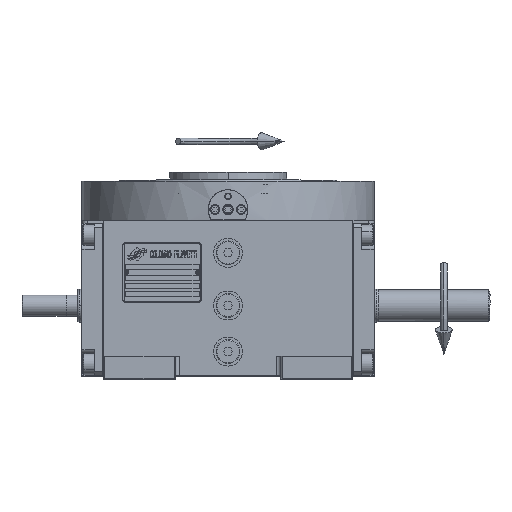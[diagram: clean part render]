
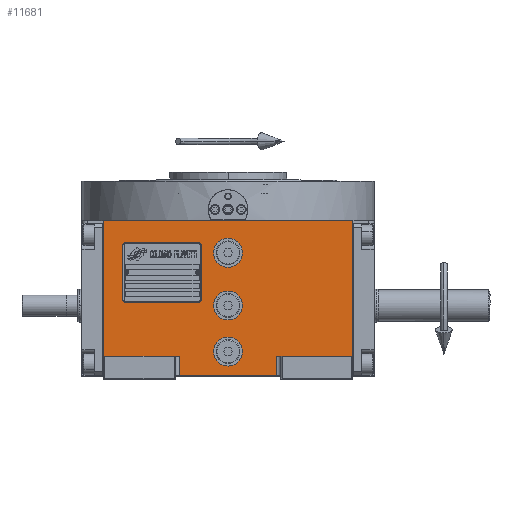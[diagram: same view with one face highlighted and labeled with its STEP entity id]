
A CAD part, top view. The second image highlights one B-rep face of the part: STEP entity #11681.
In plain terms, the highlighted planar face has unit normal (0, 0, 1).
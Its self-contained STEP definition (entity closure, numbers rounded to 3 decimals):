
#1019 = ORIENTED_EDGE ( 'NONE', *, *, #52868, .F. ) ;
#1436 = EDGE_CURVE ( 'NONE', #25807, #46845, #55887, .T. ) ;
#2632 = EDGE_CURVE ( 'NONE', #46845, #25807, #64869, .T. ) ;
#3009 = CARTESIAN_POINT ( 'NONE',  ( 37., -38.5, 163.5 ) ) ;
#4637 = EDGE_LOOP ( 'NONE', ( #59886, #32949 ) ) ;
#4972 = DIRECTION ( 'NONE',  ( 1., 0., 0. ) ) ;
#5620 = VERTEX_POINT ( 'NONE', #26345 ) ;
#5726 = ORIENTED_EDGE ( 'NONE', *, *, #60236, .F. ) ;
#6167 = DIRECTION ( 'NONE',  ( 0., 0., 1. ) ) ;
#6385 = AXIS2_PLACEMENT_3D ( 'NONE', #6966, #6167, #37537 ) ;
#6645 = CARTESIAN_POINT ( 'NONE',  ( 37., -38.5, 163.5 ) ) ;
#6646 = CARTESIAN_POINT ( 'NONE',  ( -37., -38.5, 163.5 ) ) ;
#6899 = VERTEX_POINT ( 'NONE', #54114 ) ;
#6966 = CARTESIAN_POINT ( 'NONE',  ( 0., 0., 163.5 ) ) ;
#7375 = VECTOR ( 'NONE', #38905, 1000. ) ;
#7544 = DIRECTION ( 'NONE',  ( 0., -1., 0. ) ) ;
#8885 = VERTEX_POINT ( 'NONE', #34729 ) ;
#9079 = CIRCLE ( 'NONE', #19017, 11. ) ;
#9252 = CARTESIAN_POINT ( 'NONE',  ( 0., 0., 163.5 ) ) ;
#9648 = CARTESIAN_POINT ( 'NONE',  ( 37., -53.5, 163.5 ) ) ;
#11140 = DIRECTION ( 'NONE',  ( 1., 0., 0. ) ) ;
#11161 = DIRECTION ( 'NONE',  ( -1., 0., 0. ) ) ;
#11366 = DIRECTION ( 'NONE',  ( 0., 0., 1. ) ) ;
#11681 = ADVANCED_FACE ( 'NONE', ( #36638, #21810, #67692, #25614 ), #52455, .T. ) ;
#12205 = VERTEX_POINT ( 'NONE', #18502 ) ;
#12253 = VECTOR ( 'NONE', #7544, 1000. ) ;
#13561 = EDGE_LOOP ( 'NONE', ( #19546, #46599 ) ) ;
#13780 = ORIENTED_EDGE ( 'NONE', *, *, #48237, .F. ) ;
#14165 = VECTOR ( 'NONE', #67118, 1000. ) ;
#14248 = EDGE_CURVE ( 'NONE', #65832, #59104, #50568, .T. ) ;
#14322 = DIRECTION ( 'NONE',  ( 1., 0., 0. ) ) ;
#14897 = VECTOR ( 'NONE', #50638, 1000. ) ;
#15973 = DIRECTION ( 'NONE',  ( 0., 0., 1. ) ) ;
#16291 = CIRCLE ( 'NONE', #65776, 11. ) ;
#16339 = ORIENTED_EDGE ( 'NONE', *, *, #23552, .T. ) ;
#16441 = CIRCLE ( 'NONE', #54898, 11. ) ;
#18070 = VECTOR ( 'NONE', #25302, 1000. ) ;
#18502 = CARTESIAN_POINT ( 'NONE',  ( -11., -35., 163.5 ) ) ;
#18892 = LINE ( 'NONE', #60941, #7375 ) ;
#18940 = DIRECTION ( 'NONE',  ( 0., 1., 0. ) ) ;
#19017 = AXIS2_PLACEMENT_3D ( 'NONE', #35919, #11366, #56585 ) ;
#19546 = ORIENTED_EDGE ( 'NONE', *, *, #1436, .F. ) ;
#19890 = CIRCLE ( 'NONE', #44098, 11. ) ;
#20235 = CARTESIAN_POINT ( 'NONE',  ( 94.5, -38.5, 163.5 ) ) ;
#20455 = ORIENTED_EDGE ( 'NONE', *, *, #23414, .F. ) ;
#20926 = ORIENTED_EDGE ( 'NONE', *, *, #53621, .T. ) ;
#21517 = EDGE_CURVE ( 'NONE', #42005, #59104, #18892, .T. ) ;
#21810 = FACE_BOUND ( 'NONE', #4637, .T. ) ;
#21827 = DIRECTION ( 'NONE',  ( 0., 0., 1. ) ) ;
#22755 = EDGE_CURVE ( 'NONE', #25107, #6899, #16291, .T. ) ;
#23303 = CARTESIAN_POINT ( 'NONE',  ( 94.5, -38.5, 163.5 ) ) ;
#23414 = EDGE_CURVE ( 'NONE', #8885, #44978, #41597, .T. ) ;
#23552 = EDGE_CURVE ( 'NONE', #48133, #5620, #52915, .T. ) ;
#24227 = AXIS2_PLACEMENT_3D ( 'NONE', #52795, #15973, #11140 ) ;
#24748 = DIRECTION ( 'NONE',  ( 0., 0., 1. ) ) ;
#25107 = VERTEX_POINT ( 'NONE', #26004 ) ;
#25302 = DIRECTION ( 'NONE',  ( 1., 0., 0. ) ) ;
#25614 = FACE_OUTER_BOUND ( 'NONE', #26922, .T. ) ;
#25807 = VERTEX_POINT ( 'NONE', #35791 ) ;
#26004 = CARTESIAN_POINT ( 'NONE',  ( -11., 40., 163.5 ) ) ;
#26345 = CARTESIAN_POINT ( 'NONE',  ( 94.5, 64.5, 163.5 ) ) ;
#26922 = EDGE_LOOP ( 'NONE', ( #31584, #40009, #47698, #16339, #5726, #20455, #20926, #1019 ) ) ;
#27313 = EDGE_LOOP ( 'NONE', ( #13780, #35449 ) ) ;
#29268 = LINE ( 'NONE', #45113, #39940 ) ;
#29467 = DIRECTION ( 'NONE',  ( 0., 0., 1. ) ) ;
#31080 = CARTESIAN_POINT ( 'NONE',  ( -11., 0., 163.5 ) ) ;
#31509 = CARTESIAN_POINT ( 'NONE',  ( -94.5, 64.5, 163.5 ) ) ;
#31584 = ORIENTED_EDGE ( 'NONE', *, *, #21517, .T. ) ;
#31841 = LINE ( 'NONE', #31509, #47547 ) ;
#32949 = ORIENTED_EDGE ( 'NONE', *, *, #46529, .F. ) ;
#33608 = VERTEX_POINT ( 'NONE', #6646 ) ;
#34729 = CARTESIAN_POINT ( 'NONE',  ( -94.5, -38.5, 163.5 ) ) ;
#35420 = DIRECTION ( 'NONE',  ( -1., 0., 0. ) ) ;
#35449 = ORIENTED_EDGE ( 'NONE', *, *, #22755, .F. ) ;
#35791 = CARTESIAN_POINT ( 'NONE',  ( 11., 0., 163.5 ) ) ;
#35919 = CARTESIAN_POINT ( 'NONE',  ( 0., -35., 163.5 ) ) ;
#36638 = FACE_BOUND ( 'NONE', #13561, .T. ) ;
#37537 = DIRECTION ( 'NONE',  ( 1., 0., 0. ) ) ;
#38905 = DIRECTION ( 'NONE',  ( 1., 0., 0. ) ) ;
#39641 = CARTESIAN_POINT ( 'NONE',  ( 37., -38.5, 163.5 ) ) ;
#39940 = VECTOR ( 'NONE', #18940, 1000. ) ;
#40009 = ORIENTED_EDGE ( 'NONE', *, *, #14248, .F. ) ;
#41597 = LINE ( 'NONE', #61937, #14165 ) ;
#41989 = DIRECTION ( 'NONE',  ( -1., 0., 0. ) ) ;
#42005 = VERTEX_POINT ( 'NONE', #59480 ) ;
#43493 = EDGE_CURVE ( 'NONE', #65832, #48133, #49974, .T. ) ;
#43955 = AXIS2_PLACEMENT_3D ( 'NONE', #9252, #24748, #35420 ) ;
#44098 = AXIS2_PLACEMENT_3D ( 'NONE', #67054, #29467, #14322 ) ;
#44978 = VERTEX_POINT ( 'NONE', #65108 ) ;
#45083 = VERTEX_POINT ( 'NONE', #48887 ) ;
#45113 = CARTESIAN_POINT ( 'NONE',  ( -37., -53.5, 163.5 ) ) ;
#46403 = DIRECTION ( 'NONE',  ( 0., 1., 0. ) ) ;
#46529 = EDGE_CURVE ( 'NONE', #12205, #45083, #16441, .T. ) ;
#46599 = ORIENTED_EDGE ( 'NONE', *, *, #2632, .F. ) ;
#46845 = VERTEX_POINT ( 'NONE', #31080 ) ;
#47127 = CARTESIAN_POINT ( 'NONE',  ( 0., -35., 163.5 ) ) ;
#47547 = VECTOR ( 'NONE', #4972, 1000. ) ;
#47698 = ORIENTED_EDGE ( 'NONE', *, *, #43493, .T. ) ;
#48133 = VERTEX_POINT ( 'NONE', #23303 ) ;
#48237 = EDGE_CURVE ( 'NONE', #6899, #25107, #19890, .T. ) ;
#48887 = CARTESIAN_POINT ( 'NONE',  ( 11., -35., 163.5 ) ) ;
#49974 = LINE ( 'NONE', #39641, #14897 ) ;
#50568 = LINE ( 'NONE', #3009, #12253 ) ;
#50638 = DIRECTION ( 'NONE',  ( 1., 0., 0. ) ) ;
#52455 = PLANE ( 'NONE',  #24227 ) ;
#52795 = CARTESIAN_POINT ( 'NONE',  ( -94.5, -53.5, 163.5 ) ) ;
#52868 = EDGE_CURVE ( 'NONE', #42005, #33608, #29268, .T. ) ;
#52915 = LINE ( 'NONE', #20235, #68113 ) ;
#53621 = EDGE_CURVE ( 'NONE', #8885, #33608, #67384, .T. ) ;
#54114 = CARTESIAN_POINT ( 'NONE',  ( 11., 40., 163.5 ) ) ;
#54898 = AXIS2_PLACEMENT_3D ( 'NONE', #47127, #68193, #41989 ) ;
#55887 = CIRCLE ( 'NONE', #6385, 11. ) ;
#56585 = DIRECTION ( 'NONE',  ( 1., 0., 0. ) ) ;
#59104 = VERTEX_POINT ( 'NONE', #9648 ) ;
#59368 = CARTESIAN_POINT ( 'NONE',  ( 0., 40., 163.5 ) ) ;
#59480 = CARTESIAN_POINT ( 'NONE',  ( -37., -53.5, 163.5 ) ) ;
#59886 = ORIENTED_EDGE ( 'NONE', *, *, #60779, .F. ) ;
#60236 = EDGE_CURVE ( 'NONE', #44978, #5620, #31841, .T. ) ;
#60779 = EDGE_CURVE ( 'NONE', #45083, #12205, #9079, .T. ) ;
#60941 = CARTESIAN_POINT ( 'NONE',  ( -37., -53.5, 163.5 ) ) ;
#61937 = CARTESIAN_POINT ( 'NONE',  ( -94.5, -38.5, 163.5 ) ) ;
#64869 = CIRCLE ( 'NONE', #43955, 11. ) ;
#65108 = CARTESIAN_POINT ( 'NONE',  ( -94.5, 64.5, 163.5 ) ) ;
#65776 = AXIS2_PLACEMENT_3D ( 'NONE', #59368, #21827, #11161 ) ;
#65832 = VERTEX_POINT ( 'NONE', #6645 ) ;
#66693 = CARTESIAN_POINT ( 'NONE',  ( -94.5, -38.5, 163.5 ) ) ;
#67054 = CARTESIAN_POINT ( 'NONE',  ( 0., 40., 163.5 ) ) ;
#67118 = DIRECTION ( 'NONE',  ( 0., 1., 0. ) ) ;
#67384 = LINE ( 'NONE', #66693, #18070 ) ;
#67692 = FACE_BOUND ( 'NONE', #27313, .T. ) ;
#68113 = VECTOR ( 'NONE', #46403, 1000. ) ;
#68193 = DIRECTION ( 'NONE',  ( 0., 0., 1. ) ) ;
